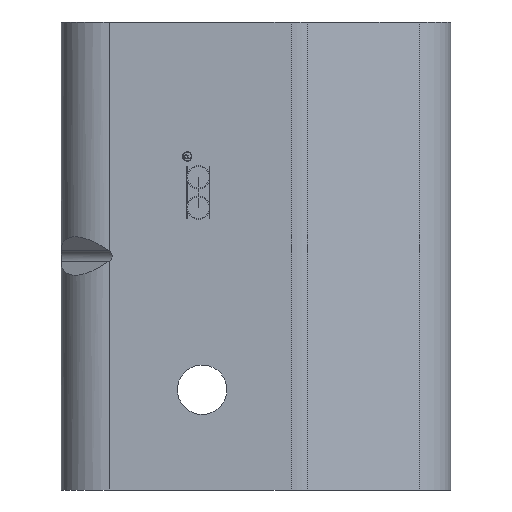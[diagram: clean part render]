
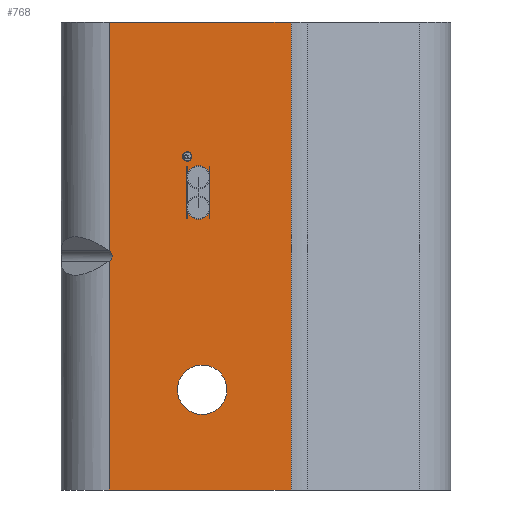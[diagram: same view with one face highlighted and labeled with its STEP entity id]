
A CAD part, left-side view. The second image highlights one B-rep face of the part: STEP entity #768.
In plain terms, the highlighted planar face has unit normal (-1, 0, 0).
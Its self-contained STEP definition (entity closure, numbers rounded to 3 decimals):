
#514=CARTESIAN_POINT('',(-29.,46.,-0.682));
#515=VERTEX_POINT('',#514);
#523=CARTESIAN_POINT('',(-29.0,46.,0.682));
#524=VERTEX_POINT('',#523);
#525=CARTESIAN_POINT('',(-29.,47.034,0.));
#526=DIRECTION('',(-1.0,0.0,0.0));
#527=DIRECTION('',(0.0,-1.0,0.0));
#528=AXIS2_PLACEMENT_3D('',#525,#526,#527);
#529=ELLIPSE('',#528,1.414,1.0);
#530=EDGE_CURVE('',#524,#515,#529,.F.);
#600=CARTESIAN_POINT('',(-29.,20.383,0.0));
#601=DIRECTION('',(-1.0,0.0,0.0));
#602=DIRECTION('',(0.0,0.0,1.0));
#603=AXIS2_PLACEMENT_3D('',#600,#601,#602);
#604=PLANE('',#603);
#605=CARTESIAN_POINT('',(-29.,46.,31.5));
#606=VERTEX_POINT('',#605);
#607=CARTESIAN_POINT('',(-29.,46.,0.682));
#608=DIRECTION('',(0.0,0.0,1.0));
#609=VECTOR('',#608,30.818);
#610=LINE('',#607,#609);
#611=EDGE_CURVE('',#524,#606,#610,.T.);
#612=ORIENTED_EDGE('',*,*,#611,.F.);
#613=ORIENTED_EDGE('',*,*,#530,.T.);
#614=CARTESIAN_POINT('',(-29.,46.,-31.5));
#615=VERTEX_POINT('',#614);
#616=CARTESIAN_POINT('',(-29.,46.,-0.682));
#617=DIRECTION('',(0.0,0.0,-1.0));
#618=VECTOR('',#617,30.818);
#619=LINE('',#616,#618);
#620=EDGE_CURVE('',#515,#615,#619,.T.);
#621=ORIENTED_EDGE('',*,*,#620,.T.);
#622=CARTESIAN_POINT('',(-29.,21.529,-31.5));
#623=VERTEX_POINT('',#622);
#624=CARTESIAN_POINT('',(-29.,46.,-31.5));
#625=DIRECTION('',(0.0,-1.0,0.0));
#626=VECTOR('',#625,24.471);
#627=LINE('',#624,#626);
#628=EDGE_CURVE('',#615,#623,#627,.T.);
#629=ORIENTED_EDGE('',*,*,#628,.T.);
#630=CARTESIAN_POINT('',(-29.,21.529,31.5));
#631=VERTEX_POINT('',#630);
#632=CARTESIAN_POINT('',(-29.,21.529,31.5));
#633=DIRECTION('',(0.0,0.0,-1.0));
#634=VECTOR('',#633,63.);
#635=LINE('',#632,#634);
#636=EDGE_CURVE('',#631,#623,#635,.T.);
#637=ORIENTED_EDGE('',*,*,#636,.F.);
#638=CARTESIAN_POINT('',(-29.,21.529,31.5));
#639=DIRECTION('',(0.0,1.0,0.0));
#640=VECTOR('',#639,24.471);
#641=LINE('',#638,#640);
#642=EDGE_CURVE('',#631,#606,#641,.T.);
#643=ORIENTED_EDGE('',*,*,#642,.T.);
#644=EDGE_LOOP('',(#612,#613,#621,#629,#637,#643));
#645=FACE_OUTER_BOUND('',#644,.T.);
#646=CARTESIAN_POINT('',(-29.,33.5,-14.677));
#647=VERTEX_POINT('',#646);
#648=CARTESIAN_POINT('',(-29.,33.5,-18.));
#649=DIRECTION('',(1.0,0.0,0.0));
#650=DIRECTION('',(0.0,0.0,-1.0));
#651=AXIS2_PLACEMENT_3D('',#648,#649,#650);
#652=CIRCLE('',#651,3.324);
#653=EDGE_CURVE('',#647,#647,#652,.T.);
#654=ORIENTED_EDGE('',*,*,#653,.T.);
#655=EDGE_LOOP('',(#654));
#656=FACE_BOUND('',#655,.T.);
#657=CARTESIAN_POINT('',(-29.,32.45,5.));
#658=VERTEX_POINT('',#657);
#659=CARTESIAN_POINT('',(-29.,32.549,5.));
#660=VERTEX_POINT('',#659);
#661=CARTESIAN_POINT('',(-29.,32.45,5.));
#662=DIRECTION('',(0.0,1.0,0.0));
#663=VECTOR('',#662,0.099);
#664=LINE('',#661,#663);
#665=EDGE_CURVE('',#658,#660,#664,.T.);
#666=ORIENTED_EDGE('',*,*,#665,.T.);
#667=CARTESIAN_POINT('',(-29.,32.549,5.955));
#668=VERTEX_POINT('',#667);
#669=CARTESIAN_POINT('',(-29.,32.549,5.));
#670=DIRECTION('',(0.0,0.0,1.0));
#671=VECTOR('',#670,0.955);
#672=LINE('',#669,#671);
#673=EDGE_CURVE('',#660,#668,#672,.T.);
#674=ORIENTED_EDGE('',*,*,#673,.T.);
#675=CARTESIAN_POINT('',(-29.,35.45,5.955));
#676=VERTEX_POINT('',#675);
#677=CARTESIAN_POINT('',(-29.,34.,6.5));
#678=DIRECTION('',(1.0,0.0,0.0));
#679=DIRECTION('',(0.0,-0.936,0.352));
#680=AXIS2_PLACEMENT_3D('',#677,#678,#679);
#681=CIRCLE('',#680,1.55);
#682=EDGE_CURVE('',#668,#676,#681,.T.);
#683=ORIENTED_EDGE('',*,*,#682,.T.);
#684=CARTESIAN_POINT('',(-29.,35.45,5.));
#685=VERTEX_POINT('',#684);
#686=CARTESIAN_POINT('',(-29.,35.45,5.955));
#687=DIRECTION('',(0.0,0.0,-1.0));
#688=VECTOR('',#687,0.955);
#689=LINE('',#686,#688);
#690=EDGE_CURVE('',#676,#685,#689,.T.);
#691=ORIENTED_EDGE('',*,*,#690,.T.);
#692=CARTESIAN_POINT('',(-29.,35.549,5.));
#693=VERTEX_POINT('',#692);
#694=CARTESIAN_POINT('',(-29.,35.45,5.));
#695=DIRECTION('',(0.0,1.0,0.0));
#696=VECTOR('',#695,0.099);
#697=LINE('',#694,#696);
#698=EDGE_CURVE('',#685,#693,#697,.T.);
#699=ORIENTED_EDGE('',*,*,#698,.T.);
#700=CARTESIAN_POINT('',(-29.,35.549,12.098));
#701=VERTEX_POINT('',#700);
#702=CARTESIAN_POINT('',(-29.,35.549,5.));
#703=DIRECTION('',(0.0,0.0,1.0));
#704=VECTOR('',#703,7.098);
#705=LINE('',#702,#704);
#706=EDGE_CURVE('',#693,#701,#705,.T.);
#707=ORIENTED_EDGE('',*,*,#706,.T.);
#708=CARTESIAN_POINT('',(-29.,35.45,12.098));
#709=VERTEX_POINT('',#708);
#710=CARTESIAN_POINT('',(-29.,35.549,12.098));
#711=DIRECTION('',(0.0,-1.0,0.0));
#712=VECTOR('',#711,0.099);
#713=LINE('',#710,#712);
#714=EDGE_CURVE('',#701,#709,#713,.T.);
#715=ORIENTED_EDGE('',*,*,#714,.T.);
#716=CARTESIAN_POINT('',(-29.,35.45,11.143));
#717=VERTEX_POINT('',#716);
#718=CARTESIAN_POINT('',(-29.,35.45,12.098));
#719=DIRECTION('',(0.0,0.0,-1.0));
#720=VECTOR('',#719,0.955);
#721=LINE('',#718,#720);
#722=EDGE_CURVE('',#709,#717,#721,.T.);
#723=ORIENTED_EDGE('',*,*,#722,.T.);
#724=CARTESIAN_POINT('',(-29.,32.549,11.143));
#725=VERTEX_POINT('',#724);
#726=CARTESIAN_POINT('',(-29.,34.,10.598));
#727=DIRECTION('',(1.0,0.0,0.0));
#728=DIRECTION('',(0.0,0.936,-0.352));
#729=AXIS2_PLACEMENT_3D('',#726,#727,#728);
#730=CIRCLE('',#729,1.55);
#731=EDGE_CURVE('',#717,#725,#730,.T.);
#732=ORIENTED_EDGE('',*,*,#731,.T.);
#733=CARTESIAN_POINT('',(-29.,32.549,12.098));
#734=VERTEX_POINT('',#733);
#735=CARTESIAN_POINT('',(-29.,32.549,11.143));
#736=DIRECTION('',(0.0,0.0,1.0));
#737=VECTOR('',#736,0.955);
#738=LINE('',#735,#737);
#739=EDGE_CURVE('',#725,#734,#738,.T.);
#740=ORIENTED_EDGE('',*,*,#739,.T.);
#741=CARTESIAN_POINT('',(-29.,32.45,12.098));
#742=VERTEX_POINT('',#741);
#743=CARTESIAN_POINT('',(-29.,32.549,12.098));
#744=DIRECTION('',(0.0,-1.0,0.0));
#745=VECTOR('',#744,0.099);
#746=LINE('',#743,#745);
#747=EDGE_CURVE('',#734,#742,#746,.T.);
#748=ORIENTED_EDGE('',*,*,#747,.T.);
#749=CARTESIAN_POINT('',(-29.,32.45,12.098));
#750=DIRECTION('',(0.0,0.0,-1.0));
#751=VECTOR('',#750,7.098);
#752=LINE('',#749,#751);
#753=EDGE_CURVE('',#742,#658,#752,.T.);
#754=ORIENTED_EDGE('',*,*,#753,.T.);
#755=EDGE_LOOP('',(#666,#674,#683,#691,#699,#707,#715,#723,#732,#740,#748,#754));
#756=FACE_BOUND('',#755,.T.);
#757=CARTESIAN_POINT('',(-29.,35.5,14.013));
#758=VERTEX_POINT('',#757);
#759=CARTESIAN_POINT('',(-29.,35.5,13.388));
#760=DIRECTION('',(1.0,0.0,0.0));
#761=DIRECTION('',(0.0,0.0,-1.0));
#762=AXIS2_PLACEMENT_3D('',#759,#760,#761);
#763=CIRCLE('',#762,0.625);
#764=EDGE_CURVE('',#758,#758,#763,.T.);
#765=ORIENTED_EDGE('',*,*,#764,.T.);
#766=EDGE_LOOP('',(#765));
#767=FACE_BOUND('',#766,.T.);
#768=ADVANCED_FACE('',(#645,#656,#756,#767),#604,.T.);
